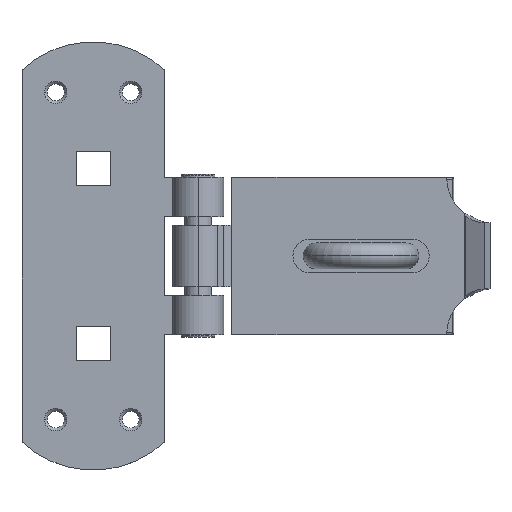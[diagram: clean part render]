
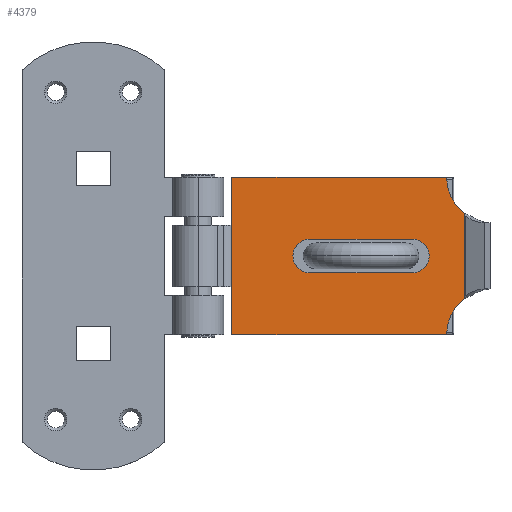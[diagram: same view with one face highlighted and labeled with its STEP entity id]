
A CAD part, top view. The second image highlights one B-rep face of the part: STEP entity #4379.
In plain terms, the highlighted planar face has unit normal (0, 0, 1).
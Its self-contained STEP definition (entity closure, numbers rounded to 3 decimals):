
#55 = DIRECTION ( 'NONE',  ( 0., 0., 1. ) ) ;
#58 = DIRECTION ( 'NONE',  ( 0., 1., 0. ) ) ;
#68 = LINE ( 'NONE', #2160, #1589 ) ;
#140 = EDGE_CURVE ( 'NONE', #1307, #2569, #2970, .T. ) ;
#163 = CARTESIAN_POINT ( 'NONE',  ( 46.768, 28., 11.15 ) ) ;
#190 = ORIENTED_EDGE ( 'NONE', *, *, #447, .F. ) ;
#202 = ORIENTED_EDGE ( 'NONE', *, *, #3980, .F. ) ;
#222 = VERTEX_POINT ( 'NONE', #1736 ) ;
#226 = DIRECTION ( 'NONE',  ( 0., 0., 1. ) ) ;
#243 = CARTESIAN_POINT ( 'NONE',  ( 46.768, -28., 11.15 ) ) ;
#256 = CARTESIAN_POINT ( 'NONE',  ( -46., -28., 11.15 ) ) ;
#317 = CARTESIAN_POINT ( 'NONE',  ( -46., 28., 11.15 ) ) ;
#329 = CARTESIAN_POINT ( 'NONE',  ( 36.77, 15.166, 11.15 ) ) ;
#343 = LINE ( 'NONE', #2770, #1706 ) ;
#374 = VERTEX_POINT ( 'NONE', #1813 ) ;
#375 = AXIS2_PLACEMENT_3D ( 'NONE', #1740, #1403, #1059 ) ;
#443 = AXIS2_PLACEMENT_3D ( 'NONE', #163, #3585, #847 ) ;
#447 = EDGE_CURVE ( 'NONE', #4024, #374, #343, .T. ) ;
#496 = VECTOR ( 'NONE', #4452, 1000. ) ;
#498 = CARTESIAN_POINT ( 'NONE',  ( -46., 28., 11.15 ) ) ;
#551 = AXIS2_PLACEMENT_3D ( 'NONE', #2077, #55, #1373 ) ;
#581 = FACE_BOUND ( 'NONE', #2962, .T. ) ;
#632 = ORIENTED_EDGE ( 'NONE', *, *, #2176, .T. ) ;
#650 = LINE ( 'NONE', #1040, #496 ) ;
#679 = EDGE_CURVE ( 'NONE', #4330, #3309, #3641, .T. ) ;
#813 = EDGE_CURVE ( 'NONE', #2665, #968, #4115, .T. ) ;
#847 = DIRECTION ( 'NONE',  ( 1., 0., 0. ) ) ;
#921 = CARTESIAN_POINT ( 'NONE',  ( -18.25, 6., 11.15 ) ) ;
#968 = VERTEX_POINT ( 'NONE', #2741 ) ;
#1014 = VECTOR ( 'NONE', #2692, 1000. ) ;
#1040 = CARTESIAN_POINT ( 'NONE',  ( -46., 11., 11.15 ) ) ;
#1057 = CARTESIAN_POINT ( 'NONE',  ( 30.5, -28., 11.15 ) ) ;
#1059 = DIRECTION ( 'NONE',  ( 1., 0., 0. ) ) ;
#1061 = VECTOR ( 'NONE', #4438, 1000. ) ;
#1122 = DIRECTION ( 'NONE',  ( 0., 0., 1. ) ) ;
#1180 = VERTEX_POINT ( 'NONE', #3781 ) ;
#1200 = AXIS2_PLACEMENT_3D ( 'NONE', #2605, #226, #3661 ) ;
#1307 = VERTEX_POINT ( 'NONE', #2477 ) ;
#1350 = CARTESIAN_POINT ( 'NONE',  ( -18.25, 6., 11.15 ) ) ;
#1373 = DIRECTION ( 'NONE',  ( 1., 0., 0. ) ) ;
#1403 = DIRECTION ( 'NONE',  ( 0., 0., 1. ) ) ;
#1440 = EDGE_CURVE ( 'NONE', #968, #1180, #4019, .T. ) ;
#1443 = CARTESIAN_POINT ( 'NONE',  ( 30.5, 28., 11.15 ) ) ;
#1458 = DIRECTION ( 'NONE',  ( 0., -1., 0. ) ) ;
#1505 = CARTESIAN_POINT ( 'NONE',  ( 46.768, -28., 11.15 ) ) ;
#1589 = VECTOR ( 'NONE', #1458, 1000. ) ;
#1706 = VECTOR ( 'NONE', #2437, 1000. ) ;
#1716 = CARTESIAN_POINT ( 'NONE',  ( 36.77, -28., 11.15 ) ) ;
#1736 = CARTESIAN_POINT ( 'NONE',  ( -46., -11., 11.15 ) ) ;
#1740 = CARTESIAN_POINT ( 'NONE',  ( 18.25, 0., 11.15 ) ) ;
#1741 = ORIENTED_EDGE ( 'NONE', *, *, #2584, .F. ) ;
#1757 = AXIS2_PLACEMENT_3D ( 'NONE', #243, #1122, #3535 ) ;
#1813 = CARTESIAN_POINT ( 'NONE',  ( 18.25, -6., 11.15 ) ) ;
#1873 = DIRECTION ( 'NONE',  ( 0., 0., -1. ) ) ;
#1903 = EDGE_CURVE ( 'NONE', #222, #1307, #68, .T. ) ;
#1971 = FACE_OUTER_BOUND ( 'NONE', #4324, .T. ) ;
#2077 = CARTESIAN_POINT ( 'NONE',  ( -18.25, 0., 11.15 ) ) ;
#2160 = CARTESIAN_POINT ( 'NONE',  ( -46., 28., 11.15 ) ) ;
#2176 = EDGE_CURVE ( 'NONE', #1180, #222, #650, .T. ) ;
#2187 = CIRCLE ( 'NONE', #2398, 16.268 ) ;
#2200 = ORIENTED_EDGE ( 'NONE', *, *, #679, .F. ) ;
#2333 = VECTOR ( 'NONE', #4073, 1000. ) ;
#2398 = AXIS2_PLACEMENT_3D ( 'NONE', #1505, #1873, #3955 ) ;
#2408 = VECTOR ( 'NONE', #58, 1000. ) ;
#2437 = DIRECTION ( 'NONE',  ( 1., 0., 0. ) ) ;
#2438 = LINE ( 'NONE', #1716, #2408 ) ;
#2477 = CARTESIAN_POINT ( 'NONE',  ( -46., -28., 11.15 ) ) ;
#2569 = VERTEX_POINT ( 'NONE', #1057 ) ;
#2584 = EDGE_CURVE ( 'NONE', #3309, #4024, #4459, .T. ) ;
#2591 = CARTESIAN_POINT ( 'NONE',  ( 18.25, 6., 11.15 ) ) ;
#2605 = CARTESIAN_POINT ( 'NONE',  ( -18.25, 0., 11.15 ) ) ;
#2665 = VERTEX_POINT ( 'NONE', #1443 ) ;
#2692 = DIRECTION ( 'NONE',  ( 0., -1., 0. ) ) ;
#2721 = CARTESIAN_POINT ( 'NONE',  ( -18.25, -6., 11.15 ) ) ;
#2741 = CARTESIAN_POINT ( 'NONE',  ( -46., 28., 11.15 ) ) ;
#2770 = CARTESIAN_POINT ( 'NONE',  ( -18.25, -6., 11.15 ) ) ;
#2781 = VECTOR ( 'NONE', #4350, 1000. ) ;
#2838 = ORIENTED_EDGE ( 'NONE', *, *, #3732, .T. ) ;
#2842 = VERTEX_POINT ( 'NONE', #2591 ) ;
#2944 = VERTEX_POINT ( 'NONE', #4451 ) ;
#2962 = EDGE_LOOP ( 'NONE', ( #190, #1741, #2200, #202, #3962 ) ) ;
#2970 = LINE ( 'NONE', #256, #2781 ) ;
#3195 = CIRCLE ( 'NONE', #375, 6. ) ;
#3304 = ORIENTED_EDGE ( 'NONE', *, *, #140, .T. ) ;
#3309 = VERTEX_POINT ( 'NONE', #4174 ) ;
#3347 = PLANE ( 'NONE',  #1757 ) ;
#3535 = DIRECTION ( 'NONE',  ( 1., 0., 0. ) ) ;
#3575 = ORIENTED_EDGE ( 'NONE', *, *, #1903, .T. ) ;
#3585 = DIRECTION ( 'NONE',  ( 0., 0., -1. ) ) ;
#3623 = ORIENTED_EDGE ( 'NONE', *, *, #3849, .T. ) ;
#3641 = CIRCLE ( 'NONE', #1200, 6. ) ;
#3661 = DIRECTION ( 'NONE',  ( 1., 0., 0. ) ) ;
#3694 = ORIENTED_EDGE ( 'NONE', *, *, #4293, .T. ) ;
#3732 = EDGE_CURVE ( 'NONE', #2944, #4414, #2438, .T. ) ;
#3762 = CIRCLE ( 'NONE', #443, 16.268 ) ;
#3773 = EDGE_CURVE ( 'NONE', #374, #2842, #3195, .T. ) ;
#3781 = CARTESIAN_POINT ( 'NONE',  ( -46., 11., 11.15 ) ) ;
#3849 = EDGE_CURVE ( 'NONE', #4414, #2665, #3762, .T. ) ;
#3955 = DIRECTION ( 'NONE',  ( 1., 0., 0. ) ) ;
#3962 = ORIENTED_EDGE ( 'NONE', *, *, #3773, .F. ) ;
#3980 = EDGE_CURVE ( 'NONE', #2842, #4330, #4391, .T. ) ;
#4019 = LINE ( 'NONE', #498, #1014 ) ;
#4024 = VERTEX_POINT ( 'NONE', #2721 ) ;
#4073 = DIRECTION ( 'NONE',  ( -1., 0., 0. ) ) ;
#4115 = LINE ( 'NONE', #317, #1061 ) ;
#4174 = CARTESIAN_POINT ( 'NONE',  ( -24.25, 0., 11.15 ) ) ;
#4293 = EDGE_CURVE ( 'NONE', #2569, #2944, #2187, .T. ) ;
#4324 = EDGE_LOOP ( 'NONE', ( #3694, #2838, #3623, #4358, #4430, #632, #3575, #3304 ) ) ;
#4330 = VERTEX_POINT ( 'NONE', #921 ) ;
#4350 = DIRECTION ( 'NONE',  ( 1., 0., 0. ) ) ;
#4358 = ORIENTED_EDGE ( 'NONE', *, *, #813, .T. ) ;
#4379 = ADVANCED_FACE ( 'NONE', ( #581, #1971 ), #3347, .T. ) ;
#4391 = LINE ( 'NONE', #1350, #2333 ) ;
#4414 = VERTEX_POINT ( 'NONE', #329 ) ;
#4430 = ORIENTED_EDGE ( 'NONE', *, *, #1440, .T. ) ;
#4438 = DIRECTION ( 'NONE',  ( -1., 0., 0. ) ) ;
#4451 = CARTESIAN_POINT ( 'NONE',  ( 36.77, -15.166, 11.15 ) ) ;
#4452 = DIRECTION ( 'NONE',  ( 0., -1., 0. ) ) ;
#4459 = CIRCLE ( 'NONE', #551, 6. ) ;
